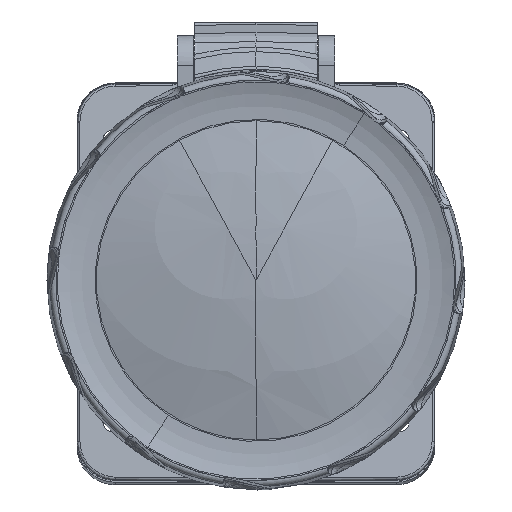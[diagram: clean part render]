
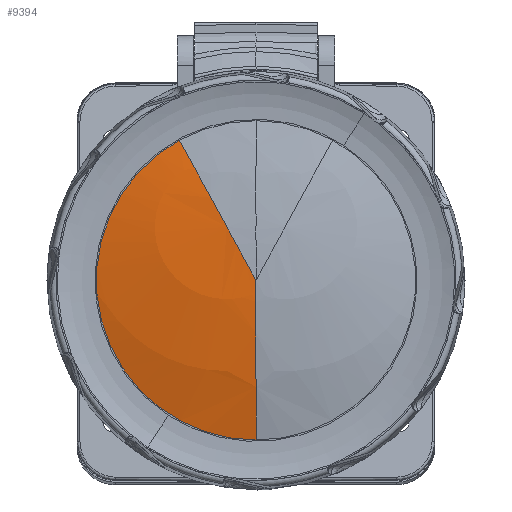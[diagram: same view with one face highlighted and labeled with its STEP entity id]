
A CAD part, top view. The second image highlights one B-rep face of the part: STEP entity #9394.
In plain terms, the highlighted spherical face has radius 132.466 mm.
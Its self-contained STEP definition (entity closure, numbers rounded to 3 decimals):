
#2=CARTESIAN_POINT('',(0.,0.,-18.04));
#3=DIRECTION('',(0.,0.,-1.));
#4=DIRECTION('',(0.,-1.,0.));
#5=AXIS2_PLACEMENT_3D('',#2,#3,#4);
#7=CARTESIAN_POINT('',(0.,0.,-13.742));
#8=CARTESIAN_POINT('',(0.,-0.442,-13.742));
#9=CARTESIAN_POINT('',(0.,-1.363,-13.747));
#10=CARTESIAN_POINT('',(0.,-2.815,-13.769));
#11=CARTESIAN_POINT('',(0.,-4.475,
-13.814));
#12=CARTESIAN_POINT('',(0.,-6.367,
-13.89));
#13=CARTESIAN_POINT('',(0.,-8.523,
-14.01));
#14=CARTESIAN_POINT('',(0.,-10.973,
-14.189));
#15=CARTESIAN_POINT('',(0.,-13.743,
-14.446));
#16=CARTESIAN_POINT('',(0.,-16.858,
-14.805));
#17=CARTESIAN_POINT('',(0.,-20.341,
-15.295));
#18=CARTESIAN_POINT('',(0.,-24.227,-15.954));
#19=CARTESIAN_POINT('',(0.,-28.542,
-16.825));
#20=CARTESIAN_POINT('',(0.,-31.775,-17.597));
#21=CARTESIAN_POINT('',(0.,-33.47,
-18.04));
#8120=CARTESIAN_POINT('',(0.,0.,-146.208));
#8121=DIRECTION('',(-0.878,-0.479,0.));
#8122=DIRECTION('',(0.,0.,1.));
#8123=AXIS2_PLACEMENT_3D('',#8120,#8121,#8122);
#8125=CARTESIAN_POINT('',(0.,0.,-146.208));
#8126=DIRECTION('',(-0.878,-0.479,0.));
#8127=DIRECTION('',(-0.046,0.085,0.995));
#8128=AXIS2_PLACEMENT_3D('',#8125,#8126,#8127);
#8244=CARTESIAN_POINT('',(0.,0.,
-13.742));
#8245=CARTESIAN_POINT('',(-6.128,11.217,
-14.36));
#8246=VERTEX_POINT('',#8244);
#8247=VERTEX_POINT('',#8245);
#8567=CARTESIAN_POINT('',(0.,-33.47,
-18.04));
#8568=CARTESIAN_POINT('',(-16.046,29.373,
-18.04));
#8569=VERTEX_POINT('',#8567);
#8570=VERTEX_POINT('',#8568);
#9379=CARTESIAN_POINT('',(0.,0.,-146.208));
#9380=DIRECTION('',(-0.046,0.085,0.995));
#9381=DIRECTION('',(0.477,-0.873,0.096));
#9382=AXIS2_PLACEMENT_3D('',#9379,#9380,#9381);
#9383=SPHERICAL_SURFACE('',#9382,132.466);
#9385=ORIENTED_EDGE('',*,*,#9384,.T.);
#9387=ORIENTED_EDGE('',*,*,#9386,.F.);
#9389=ORIENTED_EDGE('',*,*,#9388,.F.);
#9391=ORIENTED_EDGE('',*,*,#9390,.T.);
#9392=EDGE_LOOP('',(#9385,#9387,#9389,#9391));
#9393=FACE_OUTER_BOUND('',#9392,.F.);
#9394=ADVANCED_FACE('',(#9393),#9383,.T.);
#6=CIRCLE('',#5,33.47);
#22=B_SPLINE_CURVE_WITH_KNOTS('',3,(#7,#8,#9,#10,#11,#12,#13,#14,#15,#16,#17,
#18,#19,#20,#21),.UNSPECIFIED.,.F.,.F.,(4,1,1,1,1,1,1,1,1,1,1,1,4),(0.,
0.083,0.167,0.25,0.333,0.417,
0.5,0.583,0.667,0.75,0.833,
0.917,1.),.UNSPECIFIED.);
#8124=CIRCLE('',#8123,132.466);
#8129=CIRCLE('',#8128,132.466);
#9384=EDGE_CURVE('',#8569,#8570,#6,.T.);
#9386=EDGE_CURVE('',#8247,#8570,#8129,.T.);
#9388=EDGE_CURVE('',#8246,#8247,#8124,.T.);
#9390=EDGE_CURVE('',#8246,#8569,#22,.T.);
